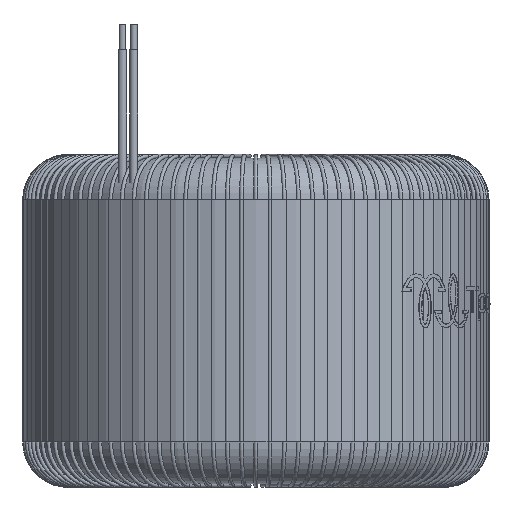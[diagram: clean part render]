
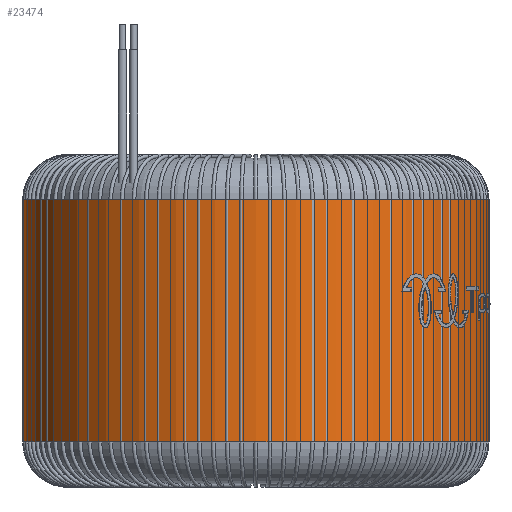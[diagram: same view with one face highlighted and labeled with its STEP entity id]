
A CAD part, left-side view. The second image highlights one B-rep face of the part: STEP entity #23474.
In plain terms, the highlighted cylindrical face has radius 28.01 mm (diameter 56.02 mm), a full revolution.
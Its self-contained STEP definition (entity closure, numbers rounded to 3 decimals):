
#2132=LINE('',#46800,#3087);
#3087=VECTOR('',#34407,28.);
#3539=CYLINDRICAL_SURFACE('',#26898,28.01);
#4797=FACE_OUTER_BOUND('',#6087,.T.);
#6087=EDGE_LOOP('',(#21754,#21755,#21756,#21757));
#8330=CIRCLE('',#26899,28.01);
#8331=CIRCLE('',#26900,28.01);
#10778=VERTEX_POINT('',#46797);
#10779=VERTEX_POINT('',#46799);
#14440=EDGE_CURVE('',#10778,#10778,#8330,.T.);
#14441=EDGE_CURVE('',#10778,#10779,#2132,.T.);
#14442=EDGE_CURVE('',#10779,#10779,#8331,.T.);
#21754=ORIENTED_EDGE('',*,*,#14440,.F.);
#21755=ORIENTED_EDGE('',*,*,#14441,.T.);
#21756=ORIENTED_EDGE('',*,*,#14442,.T.);
#21757=ORIENTED_EDGE('',*,*,#14441,.F.);
#23474=ADVANCED_FACE('',(#4797),#3539,.T.);
#26898=AXIS2_PLACEMENT_3D('',#46796,#34403,#34404);
#26899=AXIS2_PLACEMENT_3D('',#46798,#34405,#34406);
#26900=AXIS2_PLACEMENT_3D('',#46801,#34408,#34409);
#34403=DIRECTION('center_axis',(0.,0.,1.));
#34404=DIRECTION('ref_axis',(1.,0.,0.));
#34405=DIRECTION('center_axis',(0.,0.,1.));
#34406=DIRECTION('ref_axis',(1.,0.,0.));
#34407=DIRECTION('',(0.,0.,-1.));
#34408=DIRECTION('center_axis',(0.,0.,1.));
#34409=DIRECTION('ref_axis',(1.,0.,0.));
#46796=CARTESIAN_POINT('Origin',(0.,0.,5.));
#46797=CARTESIAN_POINT('',(-28.01,0.,34.));
#46798=CARTESIAN_POINT('Origin',(0.,0.,34.));
#46799=CARTESIAN_POINT('',(-28.01,0.,5.));
#46800=CARTESIAN_POINT('',(-28.01,0.,5.));
#46801=CARTESIAN_POINT('Origin',(0.,0.,5.));
